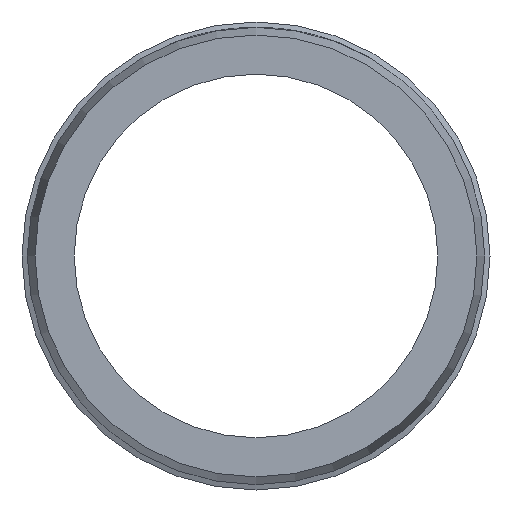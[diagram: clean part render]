
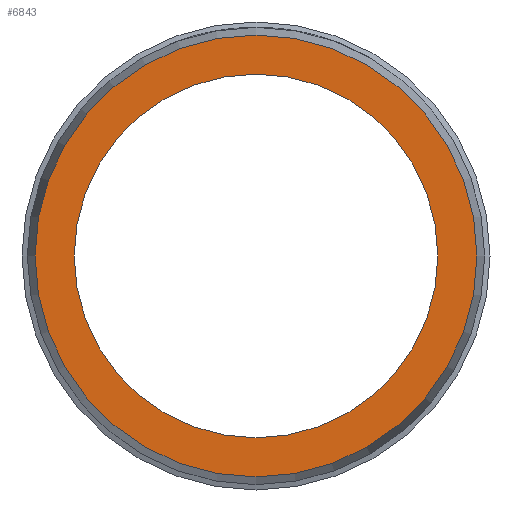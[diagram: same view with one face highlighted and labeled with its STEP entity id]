
A CAD part, left-side view. The second image highlights one B-rep face of the part: STEP entity #6843.
In plain terms, the highlighted planar face has unit normal (-1, 0, 0).
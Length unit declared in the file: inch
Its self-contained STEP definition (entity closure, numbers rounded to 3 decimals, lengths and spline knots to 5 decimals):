
#63=FACE_BOUND('',#1185,.T.);
#206=PLANE('',#7233);
#776=FACE_OUTER_BOUND('',#1184,.T.);
#1184=EDGE_LOOP('',(#6401,#6402));
#1185=EDGE_LOOP('',(#6403,#6404));
#1360=CIRCLE('',#7231,1.185);
#1361=CIRCLE('',#7232,1.185);
#1362=CIRCLE('',#7234,1.43989);
#1363=CIRCLE('',#7235,1.43989);
#3320=VERTEX_POINT('',#16450);
#3321=VERTEX_POINT('',#16452);
#3322=VERTEX_POINT('',#16456);
#3323=VERTEX_POINT('',#16457);
#4348=EDGE_CURVE('',#3321,#3320,#1360,.T.);
#4349=EDGE_CURVE('',#3320,#3321,#1361,.T.);
#4350=EDGE_CURVE('',#3322,#3323,#1362,.T.);
#4351=EDGE_CURVE('',#3323,#3322,#1363,.T.);
#6401=ORIENTED_EDGE('',*,*,#4350,.F.);
#6402=ORIENTED_EDGE('',*,*,#4351,.F.);
#6403=ORIENTED_EDGE('',*,*,#4348,.T.);
#6404=ORIENTED_EDGE('',*,*,#4349,.T.);
#6843=ADVANCED_FACE('',(#776,#63),#206,.T.);
#7231=AXIS2_PLACEMENT_3D('',#16453,#8406,#8407);
#7232=AXIS2_PLACEMENT_3D('',#16454,#8408,#8409);
#7233=AXIS2_PLACEMENT_3D('',#16455,#8410,#8411);
#7234=AXIS2_PLACEMENT_3D('',#16458,#8412,#8413);
#7235=AXIS2_PLACEMENT_3D('',#16459,#8414,#8415);
#8406=DIRECTION('center_axis',(1.,0.,0.));
#8407=DIRECTION('ref_axis',(0.,1.,0.));
#8408=DIRECTION('center_axis',(1.,0.,0.));
#8409=DIRECTION('ref_axis',(0.,1.,0.));
#8410=DIRECTION('center_axis',(-1.,0.,0.));
#8411=DIRECTION('ref_axis',(0.,0.,1.));
#8412=DIRECTION('center_axis',(1.,0.,0.));
#8413=DIRECTION('ref_axis',(0.,1.,0.));
#8414=DIRECTION('center_axis',(1.,0.,0.));
#8415=DIRECTION('ref_axis',(0.,1.,0.));
#16450=CARTESIAN_POINT('',(0.,-1.185,0.));
#16452=CARTESIAN_POINT('',(0.,1.185,0.));
#16453=CARTESIAN_POINT('Origin',(0.,0.,0.));
#16454=CARTESIAN_POINT('Origin',(0.,0.,0.));
#16455=CARTESIAN_POINT('Origin',(0.,1.31245,
0.));
#16456=CARTESIAN_POINT('',(0.,1.43989,0.));
#16457=CARTESIAN_POINT('',(0.,-1.43989,0.));
#16458=CARTESIAN_POINT('Origin',(0.,0.,0.));
#16459=CARTESIAN_POINT('Origin',(0.,0.,0.));
